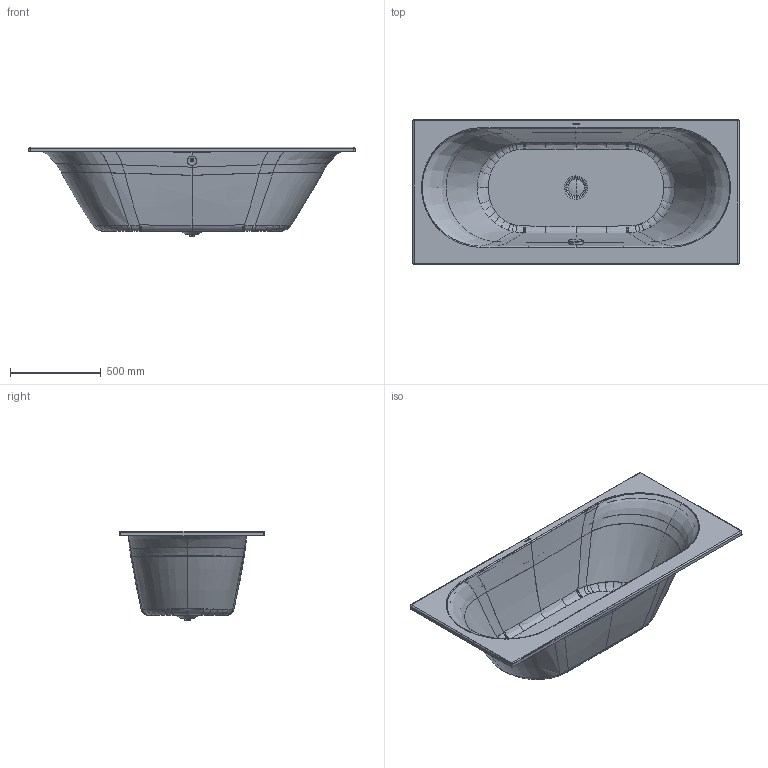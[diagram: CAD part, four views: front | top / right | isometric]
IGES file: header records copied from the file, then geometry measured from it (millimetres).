
Global section: file name: No Iges File Name specified; native system: Autodesk Inventor 2011; preprocessor: AutoDesk Inventor Iges Exporter R2011; author: Administrator; date: 20110518.203725; units: millimetre
Bounding box: 1800.12 x 800.27 x 494.82 mm (x, y, z)
Volume: 77805.2 mm3; surface area: 5306795.3 mm2
Topology: 3 solids, 3 shells, 591 faces, 3936 edges, 3878 vertices
Faces by surface type: bspline 270, plane 251, revolution 44, cylinder 16, torus 8, cone 2
